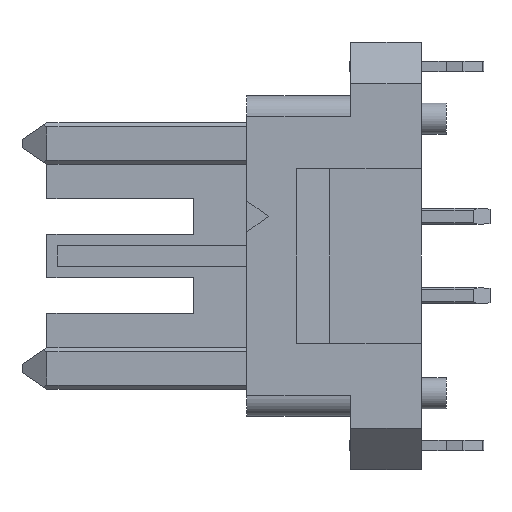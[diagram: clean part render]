
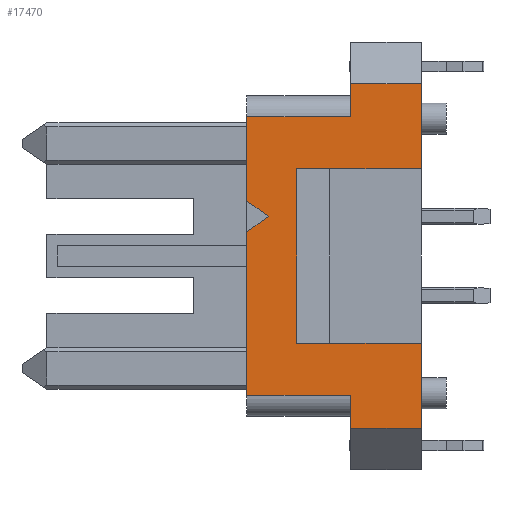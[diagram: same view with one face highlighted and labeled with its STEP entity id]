
A CAD part, left-side view. The second image highlights one B-rep face of the part: STEP entity #17470.
In plain terms, the highlighted planar face has unit normal (-1, 0, 0).
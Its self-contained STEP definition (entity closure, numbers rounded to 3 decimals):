
#8400=CARTESIAN_POINT('',(-11.523,8.281,-42.383));
#8410=VERTEX_POINT('',#8400);
#8580=CARTESIAN_POINT('',(-11.523,11.681,-42.383));
#8590=VERTEX_POINT('',#8580);
#8620=CARTESIAN_POINT('',(-11.523,23.781,-42.383));
#8630=DIRECTION('',(0.,1.,0.));
#8640=VECTOR('',#8630,1.);
#8650=LINE('',#8620,#8640);
#8660=EDGE_CURVE('',#8410,#8590,#8650,.T.);
#13820=CARTESIAN_POINT('',(-11.523,14.281,-29.918));
#13830=VERTEX_POINT('',#13820);
#13860=CARTESIAN_POINT('',(-11.523,23.781,-29.918));
#13870=DIRECTION('',(0.,1.,0.));
#13880=VECTOR('',#13870,1.);
#13890=LINE('',#13860,#13880);
#13900=CARTESIAN_POINT('',(-11.523,8.281,-29.918));
#13910=VERTEX_POINT('',#13900);
#13920=EDGE_CURVE('',#13910,#13830,#13890,.T.);
#16290=CARTESIAN_POINT('',(-11.523,14.281,-38.287));
#16300=VERTEX_POINT('',#16290);
#16330=CARTESIAN_POINT('',(-11.523,14.281,-54.768));
#16340=DIRECTION('',(0.,0.,-1.));
#16350=VECTOR('',#16340,1.);
#16360=LINE('',#16330,#16350);
#16370=EDGE_CURVE('',#13830,#16300,#16360,.T.);
#16490=CARTESIAN_POINT('',(-11.523,8.281,-52.238));
#16500=DIRECTION('',(1.,0.,0.));
#16510=DIRECTION('',(0.,0.,-1.));
#16520=AXIS2_PLACEMENT_3D('',#16490,#16500,#16510);
#16530=PLANE('',#16520);
#16540=ORIENTED_EDGE('',*,*,#16370,.F.);
#16550=CARTESIAN_POINT('',(-11.523,23.781,-38.287));
#16560=DIRECTION('',(0.,1.,0.));
#16570=VECTOR('',#16560,1.);
#16580=LINE('',#16550,#16570);
#16590=CARTESIAN_POINT('',(-11.523,8.281,-38.287
));
#16600=VERTEX_POINT('',#16590);
#16610=EDGE_CURVE('',#16600,#16300,#16580,.T.);
#16620=ORIENTED_EDGE('',*,*,#16610,.T.);
#16630=CARTESIAN_POINT('',(-11.523,8.281,-66.198));
#16640=DIRECTION('',(0.,0.,-1.));
#16650=VECTOR('',#16640,1.);
#16660=LINE('',#16630,#16650);
#16670=EDGE_CURVE('',#16600,#8410,#16660,.T.);
#16680=ORIENTED_EDGE('',*,*,#16670,.F.);
#16690=ORIENTED_EDGE('',*,*,#8660,.F.);
#16700=CARTESIAN_POINT('',(-11.523,11.681,-54.768));
#16710=DIRECTION('',(0.,0.,-1.));
#16720=VECTOR('',#16710,1.);
#16730=LINE('',#16700,#16720);
#16740=CARTESIAN_POINT('',(-11.523,11.681,-40.808));
#16750=VERTEX_POINT('',#16740);
#16760=EDGE_CURVE('',#16750,#8590,#16730,.T.);
#16770=ORIENTED_EDGE('',*,*,#16760,.T.);
#16780=CARTESIAN_POINT('',(-11.523,23.781,-40.808));
#16790=DIRECTION('',(0.,1.,0.));
#16800=VECTOR('',#16790,1.);
#16810=LINE('',#16780,#16800);
#16820=CARTESIAN_POINT('',(-11.523,16.681,-40.808));
#16830=VERTEX_POINT('',#16820);
#16840=EDGE_CURVE('',#16750,#16830,#16810,.T.);
#16850=ORIENTED_EDGE('',*,*,#16840,.F.);
#16860=CARTESIAN_POINT('',(-11.523,16.681,-54.768));
#16870=DIRECTION('',(0.,0.,-1.));
#16880=VECTOR('',#16870,1.);
#16890=LINE('',#16860,#16880);
#16900=CARTESIAN_POINT('',(-11.523,16.681,-32.948));
#16910=VERTEX_POINT('',#16900);
#16920=EDGE_CURVE('',#16910,#16830,#16890,.T.);
#16930=ORIENTED_EDGE('',*,*,#16920,.T.);
#16940=CARTESIAN_POINT('',(-11.523,23.781,-38.019));
#16950=DIRECTION('',(0.,0.814,
-0.581));
#16960=VECTOR('',#16950,1.);
#16970=LINE('',#16940,#16960);
#16980=CARTESIAN_POINT('',(-11.523,15.631,-32.198));
#16990=VERTEX_POINT('',#16980);
#17000=EDGE_CURVE('',#16990,#16910,#16970,.T.);
#17010=ORIENTED_EDGE('',*,*,#17000,.T.);
#17020=CARTESIAN_POINT('',(-11.523,23.781,-26.376));
#17030=DIRECTION('',(0.,-0.814,
-0.581));
#17040=VECTOR('',#17030,1.);
#17050=LINE('',#17020,#17040);
#17060=CARTESIAN_POINT('',(-11.523,16.681,-31.448));
#17070=VERTEX_POINT('',#17060);
#17080=EDGE_CURVE('',#17070,#16990,#17050,.T.);
#17090=ORIENTED_EDGE('',*,*,#17080,.T.);
#17100=CARTESIAN_POINT('',(-11.523,16.681,-27.398));
#17110=VERTEX_POINT('',#17100);
#17120=EDGE_CURVE('',#17110,#17070,#16890,.T.);
#17130=ORIENTED_EDGE('',*,*,#17120,.T.);
#17140=CARTESIAN_POINT('',(-11.523,23.781,-27.398));
#17150=DIRECTION('',(0.,1.,0.));
#17160=VECTOR('',#17150,1.);
#17170=LINE('',#17140,#17160);
#17180=CARTESIAN_POINT('',(-11.523,11.681,-27.398));
#17190=VERTEX_POINT('',#17180);
#17200=EDGE_CURVE('',#17190,#17110,#17170,.T.);
#17210=ORIENTED_EDGE('',*,*,#17200,.T.);
#17220=CARTESIAN_POINT('',(-11.523,11.681,-54.768));
#17230=DIRECTION('',(0.,0.,-1.));
#17240=VECTOR('',#17230,1.);
#17250=LINE('',#17220,#17240);
#17260=CARTESIAN_POINT('',(-11.523,11.681,-25.822));
#17270=VERTEX_POINT('',#17260);
#17280=EDGE_CURVE('',#17270,#17190,#17250,.T.);
#17290=ORIENTED_EDGE('',*,*,#17280,.T.);
#17300=CARTESIAN_POINT('',(-11.523,23.781,-25.822));
#17310=DIRECTION('',(0.,1.,0.));
#17320=VECTOR('',#17310,1.);
#17330=LINE('',#17300,#17320);
#17340=CARTESIAN_POINT('',(-11.523,8.281,-25.822
));
#17350=VERTEX_POINT('',#17340);
#17360=EDGE_CURVE('',#17350,#17270,#17330,.T.);
#17370=ORIENTED_EDGE('',*,*,#17360,.T.);
#17380=CARTESIAN_POINT('',(-11.523,8.281,-66.198));
#17390=DIRECTION('',(0.,0.,-1.));
#17400=VECTOR('',#17390,1.);
#17410=LINE('',#17380,#17400);
#17420=EDGE_CURVE('',#17350,#13910,#17410,.T.);
#17430=ORIENTED_EDGE('',*,*,#17420,.F.);
#17440=ORIENTED_EDGE('',*,*,#13920,.F.);
#17450=EDGE_LOOP('',(#17440,#17430,#17370,#17290,#17210,#17130,#17090,
#17010,#16930,#16850,#16770,#16690,#16680,#16620,#16540));
#17460=FACE_OUTER_BOUND('',#17450,.T.);
#17470=ADVANCED_FACE('',(#17460),#16530,.F.);
